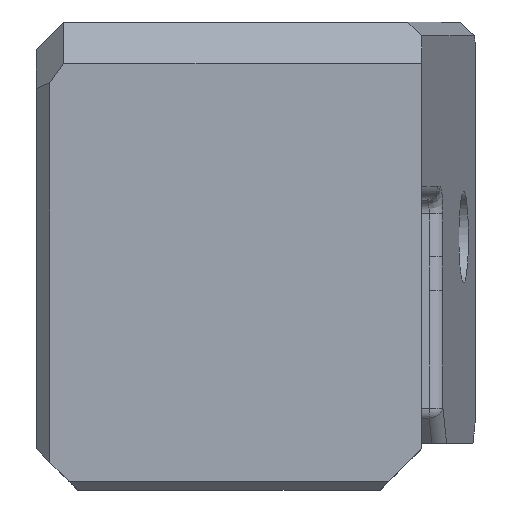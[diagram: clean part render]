
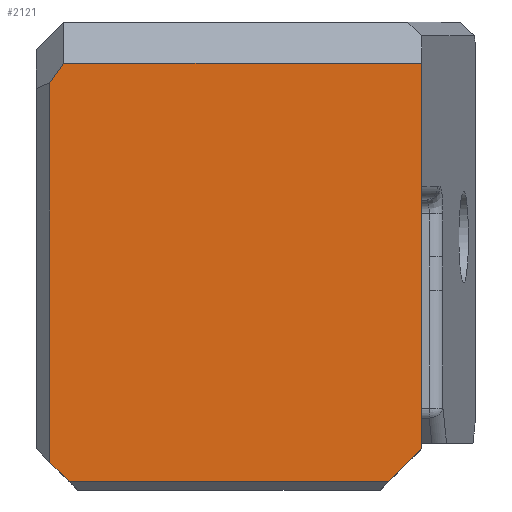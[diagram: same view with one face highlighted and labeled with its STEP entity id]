
A CAD part, left-side view. The second image highlights one B-rep face of the part: STEP entity #2121.
In plain terms, the highlighted planar face has unit normal (-1, 0, 0).
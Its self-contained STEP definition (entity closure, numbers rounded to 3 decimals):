
#4 = EDGE_CURVE ( 'NONE', #1150, #391, #3325, .T. ) ;
#82 = CARTESIAN_POINT ( 'NONE',  ( -2.5, 0., 15.5 ) ) ;
#87 = CARTESIAN_POINT ( 'NONE',  ( -2.5, 1.2, 0.3 ) ) ;
#111 = VERTEX_POINT ( 'NONE', #3091 ) ;
#121 = EDGE_LOOP ( 'NONE', ( #1928, #1242, #1229, #3827, #1265, #3226, #1585 ) ) ;
#318 = CARTESIAN_POINT ( 'NONE',  ( -2.5, 0., 16. ) ) ;
#330 = LINE ( 'NONE', #1555, #3021 ) ;
#378 = LINE ( 'NONE', #82, #3714 ) ;
#391 = VERTEX_POINT ( 'NONE', #3756 ) ;
#393 = VECTOR ( 'NONE', #3593, 1000. ) ;
#430 = DIRECTION ( 'NONE',  ( 0., -0.707, 0.707 ) ) ;
#510 = LINE ( 'NONE', #3284, #393 ) ;
#578 = CARTESIAN_POINT ( 'NONE',  ( -2.5, 13., 15.5 ) ) ;
#1026 = LINE ( 'NONE', #3172, #1053 ) ;
#1053 = VECTOR ( 'NONE', #1929, 1000. ) ;
#1150 = VERTEX_POINT ( 'NONE', #2368 ) ;
#1181 = CARTESIAN_POINT ( 'NONE',  ( -2.5, 0., 1.5 ) ) ;
#1229 = ORIENTED_EDGE ( 'NONE', *, *, #3309, .T. ) ;
#1241 = AXIS2_PLACEMENT_3D ( 'NONE', #318, #1352, #2253 ) ;
#1242 = ORIENTED_EDGE ( 'NONE', *, *, #3257, .T. ) ;
#1265 = ORIENTED_EDGE ( 'NONE', *, *, #1832, .T. ) ;
#1352 = DIRECTION ( 'NONE',  ( 1., 0., 0. ) ) ;
#1531 = DIRECTION ( 'NONE',  ( 0., 0.577, -0.816 ) ) ;
#1555 = CARTESIAN_POINT ( 'NONE',  ( -2.5, 1.5, 0.3 ) ) ;
#1585 = ORIENTED_EDGE ( 'NONE', *, *, #2352, .T. ) ;
#1822 = CARTESIAN_POINT ( 'NONE',  ( -2.5, 13.882, 14.252 ) ) ;
#1832 = EDGE_CURVE ( 'NONE', #111, #3167, #378, .T. ) ;
#1838 = FACE_OUTER_BOUND ( 'NONE', #121, .T. ) ;
#1928 = ORIENTED_EDGE ( 'NONE', *, *, #4, .T. ) ;
#1929 = DIRECTION ( 'NONE',  ( 0., 0., 1. ) ) ;
#2121 = ADVANCED_FACE ( 'NONE', ( #1838 ), #3060, .F. ) ;
#2191 = VERTEX_POINT ( 'NONE', #3143 ) ;
#2253 = DIRECTION ( 'NONE',  ( 0., 0., -1. ) ) ;
#2352 = EDGE_CURVE ( 'NONE', #2191, #1150, #510, .T. ) ;
#2368 = CARTESIAN_POINT ( 'NONE',  ( -2.5, 13.5, 1. ) ) ;
#2635 = VECTOR ( 'NONE', #430, 1000. ) ;
#2772 = EDGE_CURVE ( 'NONE', #3167, #2191, #3081, .T. ) ;
#2913 = EDGE_CURVE ( 'NONE', #3617, #111, #1026, .T. ) ;
#3021 = VECTOR ( 'NONE', #3109, 1000. ) ;
#3060 = PLANE ( 'NONE',  #1241 ) ;
#3081 = LINE ( 'NONE', #1822, #3084 ) ;
#3084 = VECTOR ( 'NONE', #1531, 1000. ) ;
#3091 = CARTESIAN_POINT ( 'NONE',  ( -2.5, 0., 15.5 ) ) ;
#3109 = DIRECTION ( 'NONE',  ( 0., -1., 0. ) ) ;
#3143 = CARTESIAN_POINT ( 'NONE',  ( -2.5, 13.5, 14.793 ) ) ;
#3155 = DIRECTION ( 'NONE',  ( 0., 1., 0. ) ) ;
#3165 = CARTESIAN_POINT ( 'NONE',  ( -2.5, 0., 1.5 ) ) ;
#3167 = VERTEX_POINT ( 'NONE', #578 ) ;
#3172 = CARTESIAN_POINT ( 'NONE',  ( -2.5, 0., 16. ) ) ;
#3226 = ORIENTED_EDGE ( 'NONE', *, *, #2772, .T. ) ;
#3257 = EDGE_CURVE ( 'NONE', #391, #3454, #330, .T. ) ;
#3284 = CARTESIAN_POINT ( 'NONE',  ( -2.5, 13.5, 16. ) ) ;
#3309 = EDGE_CURVE ( 'NONE', #3454, #3617, #3469, .T. ) ;
#3312 = CARTESIAN_POINT ( 'NONE',  ( -2.5, 14., 1.5 ) ) ;
#3325 = LINE ( 'NONE', #3312, #3418 ) ;
#3418 = VECTOR ( 'NONE', #3635, 1000. ) ;
#3454 = VERTEX_POINT ( 'NONE', #87 ) ;
#3469 = LINE ( 'NONE', #3165, #2635 ) ;
#3593 = DIRECTION ( 'NONE',  ( 0., 0., -1. ) ) ;
#3617 = VERTEX_POINT ( 'NONE', #1181 ) ;
#3635 = DIRECTION ( 'NONE',  ( 0., -0.707, -0.707 ) ) ;
#3714 = VECTOR ( 'NONE', #3155, 1000. ) ;
#3756 = CARTESIAN_POINT ( 'NONE',  ( -2.5, 12.8, 0.3 ) ) ;
#3827 = ORIENTED_EDGE ( 'NONE', *, *, #2913, .T. ) ;
